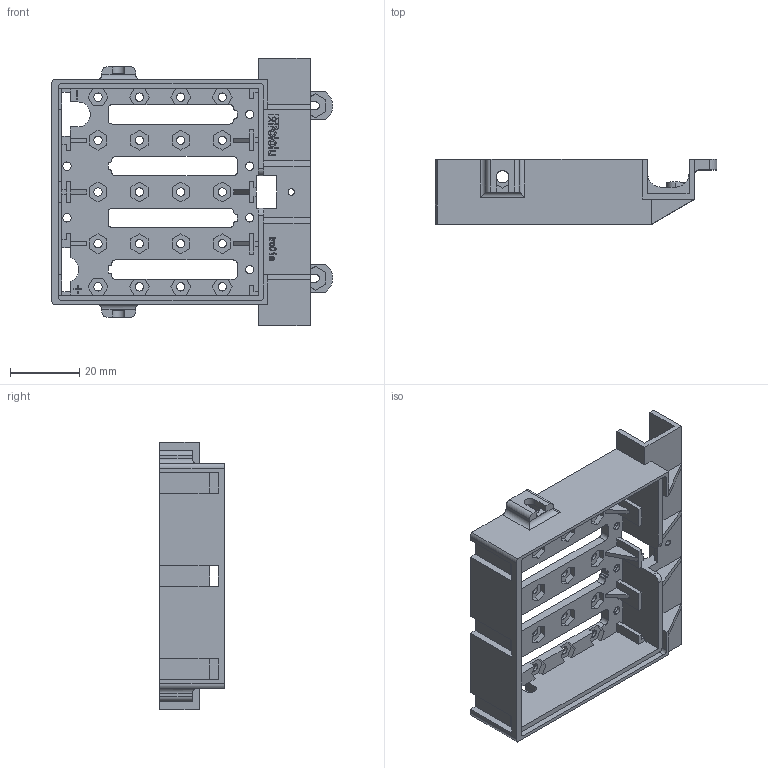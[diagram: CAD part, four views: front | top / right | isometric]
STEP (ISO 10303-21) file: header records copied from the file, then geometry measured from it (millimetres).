
FILE_DESCRIPTION (( 'STEP AP214' ), '1' );
FILE_NAME ('chassis.STEP', '2020-10-29T19:50:17', ( '' ), ( '' ), 'SwSTEP 2.0', 'SolidWorks 2018', '' );
FILE_SCHEMA (( 'AUTOMOTIVE_DESIGN' ));
Length unit declared in the file: millimetre
Products named in the file (1): chassis
Bounding box: 81.48 x 18.8 x 77.4 mm (x, y, z)
Volume: 19142.9 mm3; surface area: 22186.9 mm2
Topology: 1 solids, 1 shells, 821 faces, 2357 edges, 1556 vertices
Faces by surface type: plane 545, cylinder 228, bspline 48
Entity records: 29025 total; most frequent: CARTESIAN_POINT 7247, ORIENTED_EDGE 4714, DIRECTION 4245, EDGE_CURVE 2357, VECTOR 1809, LINE 1809, VERTEX_POINT 1556, AXIS2_PLACEMENT_3D 1218
